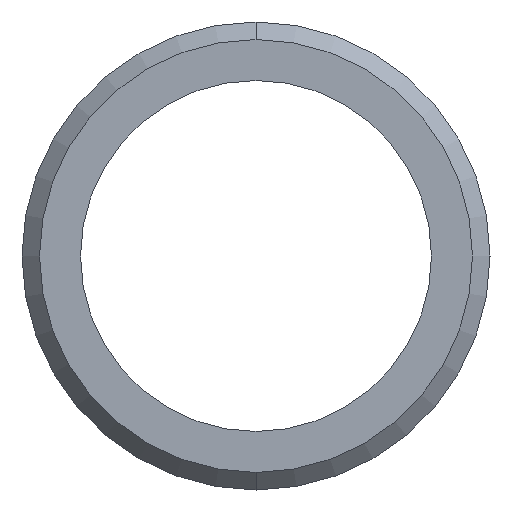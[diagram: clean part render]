
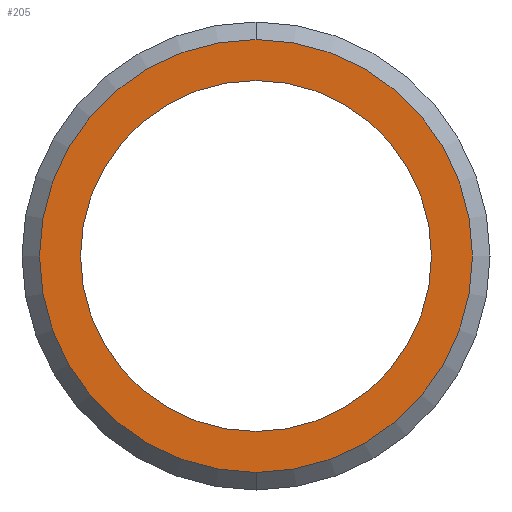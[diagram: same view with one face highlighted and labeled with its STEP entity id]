
A CAD part, front view. The second image highlights one B-rep face of the part: STEP entity #205.
In plain terms, the highlighted planar face has unit normal (0, -1, 0).
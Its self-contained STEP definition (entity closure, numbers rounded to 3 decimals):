
#13 = VERTEX_POINT ( 'NONE', #265 ) ;
#15 = EDGE_CURVE ( 'NONE', #13, #16, #262, .T. ) ;
#16 = VERTEX_POINT ( 'NONE', #347 ) ;
#35 = EDGE_CURVE ( 'NONE', #36, #37, #272, .T. ) ;
#36 = VERTEX_POINT ( 'NONE', #267 ) ;
#37 = VERTEX_POINT ( 'NONE', #258 ) ;
#205 = ADVANCED_FACE ( 'NONE', ( #569, #568 ), #567, .T. ) ;
#206 = EDGE_LOOP ( 'NONE', ( #207, #209 ) ) ;
#207 = ORIENTED_EDGE ( 'NONE', *, *, #208, .F. ) ;
#208 = EDGE_CURVE ( 'NONE', #16, #13, #557, .T. ) ;
#209 = ORIENTED_EDGE ( 'NONE', *, *, #15, .F. ) ;
#210 = EDGE_LOOP ( 'NONE', ( #211, #213 ) ) ;
#211 = ORIENTED_EDGE ( 'NONE', *, *, #212, .T. ) ;
#212 = EDGE_CURVE ( 'NONE', #37, #36, #553, .T. ) ;
#213 = ORIENTED_EDGE ( 'NONE', *, *, #35, .T. ) ;
#258 = CARTESIAN_POINT ( 'NONE',  ( 0., 0., 3.7 ) ) ;
#262 = CIRCLE ( 'NONE', #351, 3. ) ;
#265 = CARTESIAN_POINT ( 'NONE',  ( 0., 0., 3. ) ) ;
#267 = CARTESIAN_POINT ( 'NONE',  ( 0., 0., -3.7 ) ) ;
#268 = DIRECTION ( 'NONE',  ( 0., 0., -1. ) ) ;
#269 = DIRECTION ( 'NONE',  ( 0., -1., 0. ) ) ;
#270 = CARTESIAN_POINT ( 'NONE',  ( 0., 0., 0. ) ) ;
#271 = AXIS2_PLACEMENT_3D ( 'NONE', #270, #269, #268 ) ;
#272 = CIRCLE ( 'NONE', #271, 3.7 ) ;
#347 = CARTESIAN_POINT ( 'NONE',  ( 0., 0., -3. ) ) ;
#348 = DIRECTION ( 'NONE',  ( 0., 0., -1. ) ) ;
#349 = DIRECTION ( 'NONE',  ( 0., -1., 0. ) ) ;
#350 = CARTESIAN_POINT ( 'NONE',  ( 0., 0., 0. ) ) ;
#351 = AXIS2_PLACEMENT_3D ( 'NONE', #350, #349, #348 ) ;
#549 = DIRECTION ( 'NONE',  ( 0., 0., -1. ) ) ;
#550 = DIRECTION ( 'NONE',  ( 0., -1., 0. ) ) ;
#551 = CARTESIAN_POINT ( 'NONE',  ( 0., 0., 0. ) ) ;
#552 = AXIS2_PLACEMENT_3D ( 'NONE', #551, #550, #549 ) ;
#553 = CIRCLE ( 'NONE', #552, 3.7 ) ;
#554 = DIRECTION ( 'NONE',  ( 0., 0., -1. ) ) ;
#555 = DIRECTION ( 'NONE',  ( 0., -1., 0. ) ) ;
#556 = AXIS2_PLACEMENT_3D ( 'NONE', #565, #555, #554 ) ;
#557 = CIRCLE ( 'NONE', #556, 3. ) ;
#562 = DIRECTION ( 'NONE',  ( 0., 0., -1. ) ) ;
#563 = DIRECTION ( 'NONE',  ( 0., -1., 0. ) ) ;
#564 = CARTESIAN_POINT ( 'NONE',  ( 3.7, 0., 0. ) ) ;
#565 = CARTESIAN_POINT ( 'NONE',  ( 0., 0., 0. ) ) ;
#566 = AXIS2_PLACEMENT_3D ( 'NONE', #564, #563, #562 ) ;
#567 = PLANE ( 'NONE',  #566 ) ;
#568 = FACE_OUTER_BOUND ( 'NONE', #210, .T. ) ;
#569 = FACE_BOUND ( 'NONE', #206, .T. ) ;
